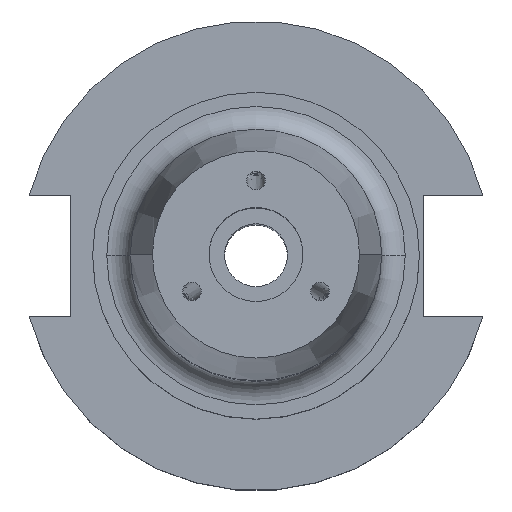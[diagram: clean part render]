
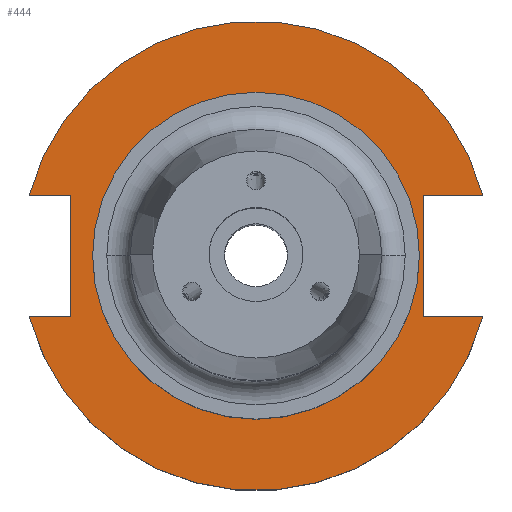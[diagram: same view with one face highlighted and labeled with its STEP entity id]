
A CAD part, top view. The second image highlights one B-rep face of the part: STEP entity #444.
In plain terms, the highlighted planar face has unit normal (0, 0, 1).
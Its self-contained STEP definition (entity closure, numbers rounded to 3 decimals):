
#11 = EDGE_CURVE ( 'NONE', #2539, #1318, #1190, .T. ) ;
#22 = VERTEX_POINT ( 'NONE', #694 ) ;
#49 = ORIENTED_EDGE ( 'NONE', *, *, #1003, .T. ) ;
#115 = ORIENTED_EDGE ( 'NONE', *, *, #186, .F. ) ;
#186 = EDGE_CURVE ( 'NONE', #22, #1119, #2340, .T. ) ;
#204 = EDGE_CURVE ( 'NONE', #2279, #1119, #824, .T. ) ;
#255 = CARTESIAN_POINT ( 'NONE',  ( 0., 8.191, 19.05 ) ) ;
#289 = VECTOR ( 'NONE', #2315, 1000. ) ;
#306 = DIRECTION ( 'NONE',  ( 0., 1., 0. ) ) ;
#313 = VECTOR ( 'NONE', #2057, 1000. ) ;
#401 = CARTESIAN_POINT ( 'NONE',  ( 30.675, -8.191, 19.05 ) ) ;
#412 = VECTOR ( 'NONE', #1120, 1000. ) ;
#436 = ORIENTED_EDGE ( 'NONE', *, *, #1497, .T. ) ;
#438 = EDGE_LOOP ( 'NONE', ( #2365, #1947 ) ) ;
#444 = ADVANCED_FACE ( 'NONE', ( #1321, #2490 ), #2554, .F. ) ;
#534 = CARTESIAN_POINT ( 'NONE',  ( -30.675, 8.191, 19.05 ) ) ;
#542 = CARTESIAN_POINT ( 'NONE',  ( -22.1, 0., 19.05 ) ) ;
#628 = DIRECTION ( 'NONE',  ( 1., 0., 0. ) ) ;
#665 = VERTEX_POINT ( 'NONE', #1610 ) ;
#694 = CARTESIAN_POINT ( 'NONE',  ( -30.675, -8.191, 19.05 ) ) ;
#709 = CARTESIAN_POINT ( 'NONE',  ( -25.091, 8.191, 19.05 ) ) ;
#724 = DIRECTION ( 'NONE',  ( 1., 0., 0. ) ) ;
#758 = CIRCLE ( 'NONE', #2149, 22.1 ) ;
#773 = EDGE_CURVE ( 'NONE', #1318, #2539, #758, .T. ) ;
#787 = DIRECTION ( 'NONE',  ( -1., 0., 0. ) ) ;
#796 = DIRECTION ( 'NONE',  ( 1., 0., 0. ) ) ;
#824 = LINE ( 'NONE', #1748, #412 ) ;
#832 = EDGE_CURVE ( 'NONE', #665, #1506, #1774, .T. ) ;
#850 = VERTEX_POINT ( 'NONE', #534 ) ;
#858 = ORIENTED_EDGE ( 'NONE', *, *, #204, .T. ) ;
#892 = CARTESIAN_POINT ( 'NONE',  ( -61.091, -8.191, 19.05 ) ) ;
#911 = CARTESIAN_POINT ( 'NONE',  ( 0., 0., 19.05 ) ) ;
#1000 = CARTESIAN_POINT ( 'NONE',  ( -61.091, 8.191, 19.05 ) ) ;
#1003 = EDGE_CURVE ( 'NONE', #1943, #850, #2047, .T. ) ;
#1054 = VECTOR ( 'NONE', #1287, 1000. ) ;
#1064 = EDGE_CURVE ( 'NONE', #1943, #1506, #2487, .T. ) ;
#1101 = DIRECTION ( 'NONE',  ( 1., 0., 0. ) ) ;
#1119 = VERTEX_POINT ( 'NONE', #1447 ) ;
#1120 = DIRECTION ( 'NONE',  ( 0., -1., 0. ) ) ;
#1136 = EDGE_LOOP ( 'NONE', ( #858, #115, #2177, #1388, #1733, #1618, #49, #436 ) ) ;
#1190 = CIRCLE ( 'NONE', #2310, 22.1 ) ;
#1207 = CARTESIAN_POINT ( 'NONE',  ( 22.606, 8.191, 19.05 ) ) ;
#1286 = AXIS2_PLACEMENT_3D ( 'NONE', #1385, #1988, #787 ) ;
#1287 = DIRECTION ( 'NONE',  ( 1., 0., 0. ) ) ;
#1295 = VECTOR ( 'NONE', #306, 1000. ) ;
#1318 = VERTEX_POINT ( 'NONE', #542 ) ;
#1321 = FACE_BOUND ( 'NONE', #438, .T. ) ;
#1385 = CARTESIAN_POINT ( 'NONE',  ( 0., 22.1, 19.05 ) ) ;
#1388 = ORIENTED_EDGE ( 'NONE', *, *, #2227, .F. ) ;
#1447 = CARTESIAN_POINT ( 'NONE',  ( -25.091, -8.191, 19.05 ) ) ;
#1463 = AXIS2_PLACEMENT_3D ( 'NONE', #911, #2295, #1101 ) ;
#1474 = CIRCLE ( 'NONE', #1463, 31.75 ) ;
#1497 = EDGE_CURVE ( 'NONE', #850, #2279, #2531, .T. ) ;
#1506 = VERTEX_POINT ( 'NONE', #1207 ) ;
#1585 = VERTEX_POINT ( 'NONE', #401 ) ;
#1610 = CARTESIAN_POINT ( 'NONE',  ( 22.606, -8.191, 19.05 ) ) ;
#1618 = ORIENTED_EDGE ( 'NONE', *, *, #1064, .F. ) ;
#1685 = CARTESIAN_POINT ( 'NONE',  ( 22.1, 0., 19.05 ) ) ;
#1733 = ORIENTED_EDGE ( 'NONE', *, *, #832, .T. ) ;
#1745 = CARTESIAN_POINT ( 'NONE',  ( 22.606, 22.1, 19.05 ) ) ;
#1748 = CARTESIAN_POINT ( 'NONE',  ( -25.091, 8.191, 19.05 ) ) ;
#1774 = LINE ( 'NONE', #1745, #1295 ) ;
#1781 = CARTESIAN_POINT ( 'NONE',  ( 30.675, 8.191, 19.05 ) ) ;
#1849 = AXIS2_PLACEMENT_3D ( 'NONE', #1919, #2399, #724 ) ;
#1917 = VECTOR ( 'NONE', #796, 1000. ) ;
#1919 = CARTESIAN_POINT ( 'NONE',  ( 0., 0., 19.05 ) ) ;
#1943 = VERTEX_POINT ( 'NONE', #1781 ) ;
#1947 = ORIENTED_EDGE ( 'NONE', *, *, #773, .F. ) ;
#1988 = DIRECTION ( 'NONE',  ( 0., 0., -1. ) ) ;
#2047 = CIRCLE ( 'NONE', #1849, 31.75 ) ;
#2057 = DIRECTION ( 'NONE',  ( -1., 0., 0. ) ) ;
#2149 = AXIS2_PLACEMENT_3D ( 'NONE', #2191, #2335, #2350 ) ;
#2177 = ORIENTED_EDGE ( 'NONE', *, *, #2269, .T. ) ;
#2191 = CARTESIAN_POINT ( 'NONE',  ( 0., 0., 19.05 ) ) ;
#2221 = DIRECTION ( 'NONE',  ( 0., 0., 1. ) ) ;
#2227 = EDGE_CURVE ( 'NONE', #665, #1585, #2559, .T. ) ;
#2269 = EDGE_CURVE ( 'NONE', #22, #1585, #1474, .T. ) ;
#2279 = VERTEX_POINT ( 'NONE', #709 ) ;
#2295 = DIRECTION ( 'NONE',  ( 0., 0., 1. ) ) ;
#2310 = AXIS2_PLACEMENT_3D ( 'NONE', #2548, #2221, #628 ) ;
#2315 = DIRECTION ( 'NONE',  ( 1., 0., 0. ) ) ;
#2335 = DIRECTION ( 'NONE',  ( 0., 0., 1. ) ) ;
#2340 = LINE ( 'NONE', #892, #289 ) ;
#2350 = DIRECTION ( 'NONE',  ( 1., 0., 0. ) ) ;
#2365 = ORIENTED_EDGE ( 'NONE', *, *, #11, .F. ) ;
#2399 = DIRECTION ( 'NONE',  ( 0., 0., 1. ) ) ;
#2460 = CARTESIAN_POINT ( 'NONE',  ( 0., -8.191, 19.05 ) ) ;
#2487 = LINE ( 'NONE', #255, #313 ) ;
#2490 = FACE_OUTER_BOUND ( 'NONE', #1136, .T. ) ;
#2531 = LINE ( 'NONE', #1000, #1917 ) ;
#2539 = VERTEX_POINT ( 'NONE', #1685 ) ;
#2548 = CARTESIAN_POINT ( 'NONE',  ( 0., 0., 19.05 ) ) ;
#2554 = PLANE ( 'NONE',  #1286 ) ;
#2559 = LINE ( 'NONE', #2460, #1054 ) ;
